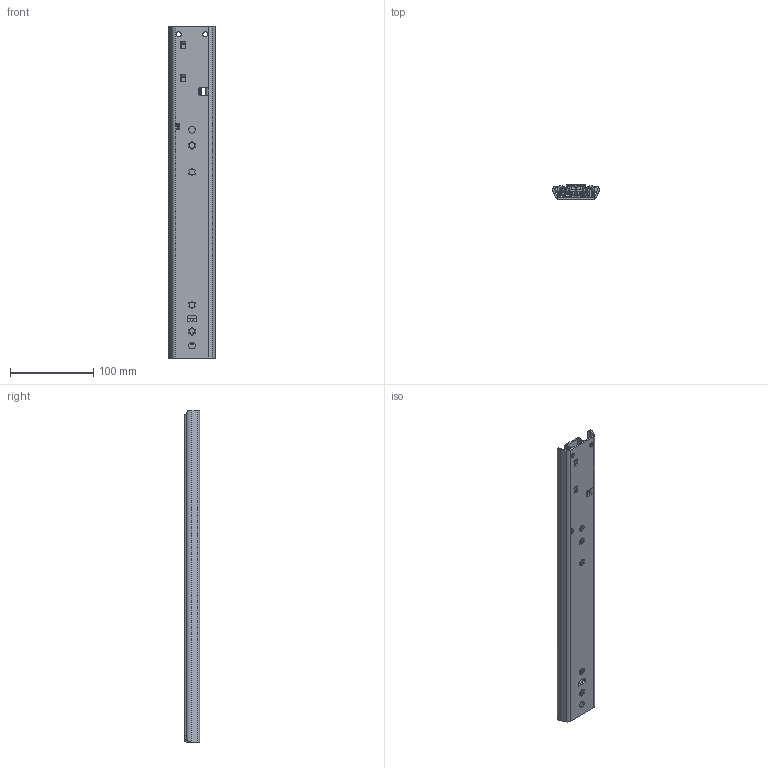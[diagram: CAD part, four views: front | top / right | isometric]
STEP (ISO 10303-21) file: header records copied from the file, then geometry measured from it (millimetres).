
FILE_DESCRIPTION(/* description */ ('Master Profielschetsen + Parameters'),/* implementation_level */ '2;1');
FILE_NAME(/* name */ '112-S83-01-in.stp',/* time_stamp */ '2015-05-01T09:13:45+02:00',/* author */ ('w.jans'),/* organization */ (''),/* preprocessor_version */ 'ST-DEVELOPER v15.6',/* originating_system */ 'Autodesk Inventor 2015',/* authorisation */ '');
FILE_SCHEMA (('AUTOMOTIVE_DESIGN { 1 0 10303 214 3 1 1 }'));
Length unit declared in the file: millimetre
Products named in the file (14): E000017342; E000017343; E000017354; E000017344; E000017351; E000017350; E000017345; E000017353; E000017346; E000017348; E000017349; E000017347; E000017352; E000017341
Assembly tree (43 placements, depth 3):
  E000017341
    E000017342
    E000017354
      E000017343
    E000017350
      E000017344
      E000017351  x18
    E000017353
      E000017345
    E000017349
      E000017346
      E000017348  x14
    E000017352
      E000017347
Bounding box: 55.79 x 18.5 x 400 mm (x, y, z)
Volume: 130781.8 mm3; surface area: 168740.9 mm2
Topology: 37 solids, 37 shells, 1149 faces, 3547 edges, 2594 vertices
Faces by surface type: plane 547, cylinder 516, cone 42, sphere 32, bspline 12
Full cylindrical faces by diameter (mm): 4.2 x1, 5.56 x14, 6 x2, 6.35 x18, 8 x4, 11 x2
Entity records: 41201 total; most frequent: CARTESIAN_POINT 9519, DIRECTION 6734, ORIENTED_EDGE 6428, EDGE_CURVE 3214, AXIS2_PLACEMENT_3D 2350, VERTEX_POINT 2140, LINE 2034, VECTOR 2034
